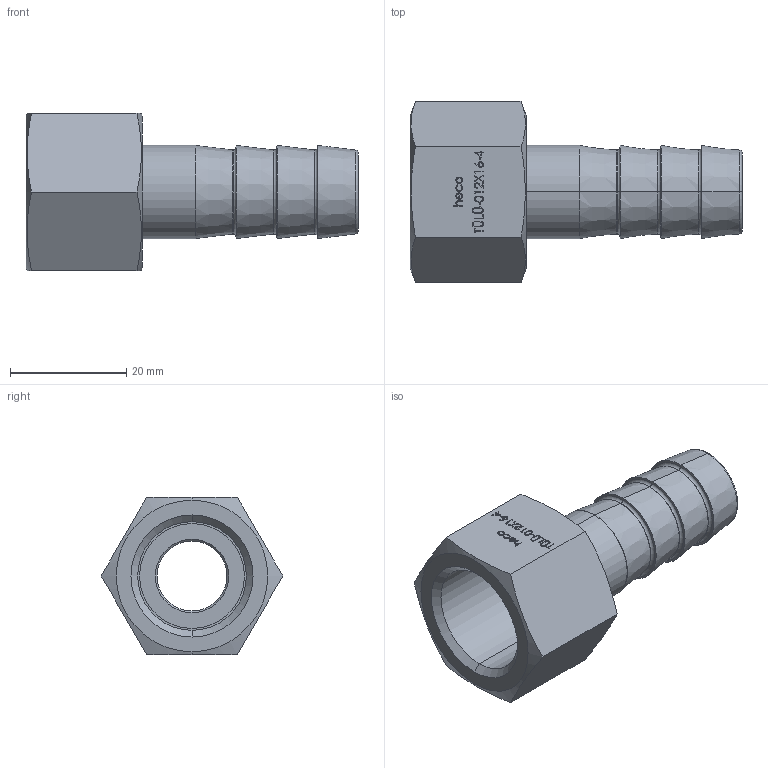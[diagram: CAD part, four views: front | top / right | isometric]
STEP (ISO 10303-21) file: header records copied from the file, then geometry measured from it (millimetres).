
FILE_DESCRIPTION (( 'STEP AP214' ), '1' );
FILE_NAME ('TÜLÜ-012X16-x Schlauchtülle mit Ü-Mutter.STEP', '2018-07-02T10:05:36', ( '' ), ( '' ), 'SwSTEP 2.0', 'SolidWorks 2016', '' );
FILE_SCHEMA (( 'AUTOMOTIVE_DESIGN' ));
Length unit declared in the file: millimetre
Products named in the file (1): TÜLÜ-012X16-x Schlauchtülle mit Ü-Mutter
Bounding box: 57 x 31.18 x 27 mm (x, y, z)
Volume: 10621 mm3; surface area: 7789.7 mm2
Topology: 2 solids, 2 shells, 270 faces, 678 edges, 440 vertices
Faces by surface type: plane 131, bspline 89, cone 24, torus 16, cylinder 10
Entity records: 14868 total; most frequent: CARTESIAN_POINT 6698, ORIENTED_EDGE 1356, DIRECTION 924, EDGE_CURVE 678, VERTEX_POINT 440, LINE 408, VECTOR 408, EDGE_LOOP 302
